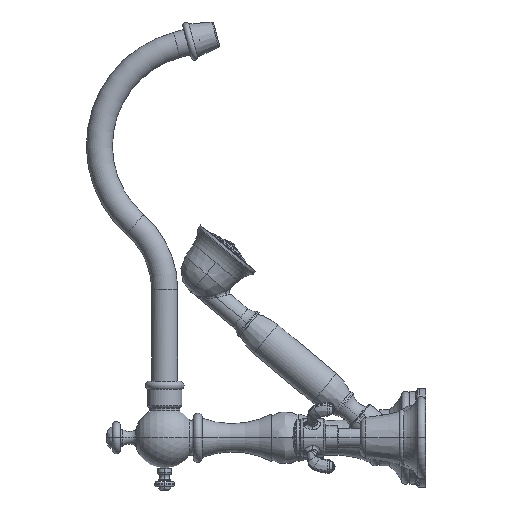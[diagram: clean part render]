
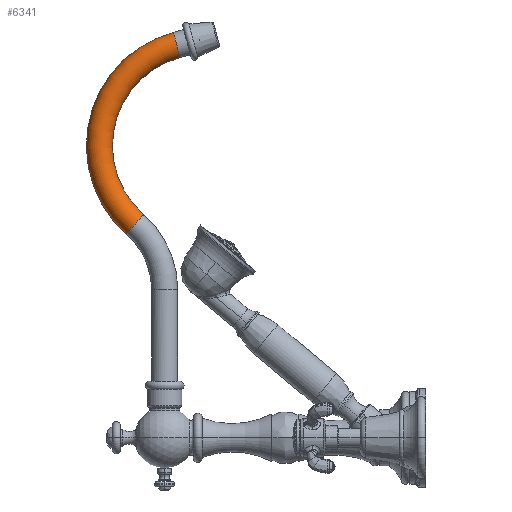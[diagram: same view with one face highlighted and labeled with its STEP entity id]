
A CAD part, left-side view. The second image highlights one B-rep face of the part: STEP entity #6341.
In plain terms, the highlighted toroidal (fillet/blend) face has major radius 76.2 mm and minor radius 9.525 mm.
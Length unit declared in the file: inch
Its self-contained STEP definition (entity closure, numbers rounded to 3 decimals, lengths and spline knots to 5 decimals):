
#5371=CARTESIAN_POINT('',(0.,6.37,8.38635));
#5372=DIRECTION('',(1.,0.,0.));
#5373=DIRECTION('',(0.,0.659,-0.752));
#5374=AXIS2_PLACEMENT_3D('',#5371,#5372,#5373);
#5376=CARTESIAN_POINT('',(0.,8.34727,6.13016));
#5377=DIRECTION('',(0.,0.752,0.659));
#5378=DIRECTION('',(0.,0.659,-0.752));
#5379=AXIS2_PLACEMENT_3D('',#5376,#5377,#5378);
#5381=CARTESIAN_POINT('',(0.,6.37,8.38635));
#5382=DIRECTION('',(1.,0.,0.));
#5383=DIRECTION('',(0.,0.659,-0.752));
#5384=AXIS2_PLACEMENT_3D('',#5381,#5382,#5383);
#5625=CARTESIAN_POINT('',(0.,7.14646,11.28413));
#5626=DIRECTION('',(0.,-0.966,0.259));
#5627=DIRECTION('',(0.,0.259,0.966));
#5628=AXIS2_PLACEMENT_3D('',#5625,#5626,#5627);
#5900=CARTESIAN_POINT('',(0.,8.10011,6.41218));
#5901=CARTESIAN_POINT('',(0.,8.59443,5.84813));
#5902=VERTEX_POINT('',#5900);
#5903=VERTEX_POINT('',#5901);
#5904=CARTESIAN_POINT('',(0.,7.0494,10.9219));
#5905=CARTESIAN_POINT('',(0.,7.24351,11.64635));
#5906=VERTEX_POINT('',#5904);
#5907=VERTEX_POINT('',#5905);
#6329=CARTESIAN_POINT('',(0.,6.37,8.38635));
#6330=DIRECTION('',(1.,0.,0.));
#6331=DIRECTION('',(0.,-0.659,0.752));
#6332=AXIS2_PLACEMENT_3D('',#6329,#6330,#6331);
#6333=TOROIDAL_SURFACE('',#6332,3.,0.375);
#6334=ORIENTED_EDGE('',*,*,#6294,.F.);
#6335=ORIENTED_EDGE('',*,*,#6324,.T.);
#6337=ORIENTED_EDGE('',*,*,#6336,.T.);
#6338=ORIENTED_EDGE('',*,*,#6320,.F.);
#6339=EDGE_LOOP('',(#6334,#6335,#6337,#6338));
#6340=FACE_OUTER_BOUND('',#6339,.F.);
#6341=ADVANCED_FACE('',(#6340),#6333,.T.);
#5375=CIRCLE('',#5374,2.625);
#5380=CIRCLE('',#5379,0.375);
#5385=CIRCLE('',#5384,3.375);
#5629=CIRCLE('',#5628,0.375);
#6294=EDGE_CURVE('',#5903,#5902,#5380,.T.);
#6320=EDGE_CURVE('',#5902,#5906,#5375,.T.);
#6324=EDGE_CURVE('',#5903,#5907,#5385,.T.);
#6336=EDGE_CURVE('',#5907,#5906,#5629,.T.);
